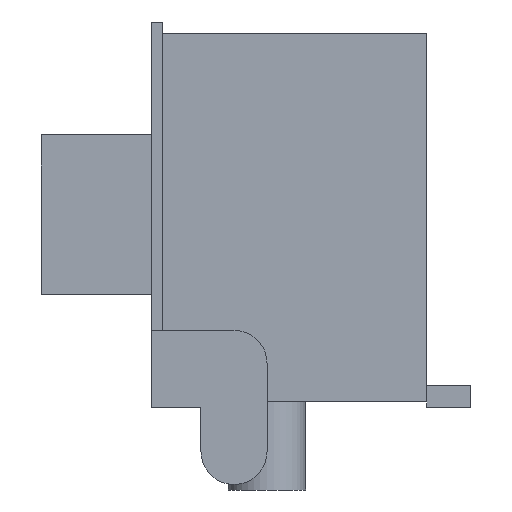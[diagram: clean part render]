
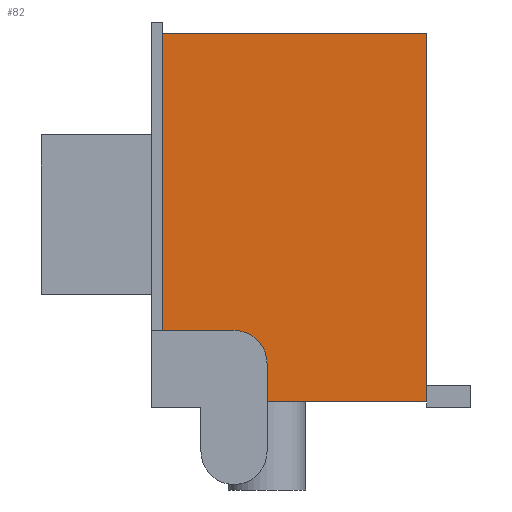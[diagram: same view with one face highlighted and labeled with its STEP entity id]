
A CAD part, left-side view. The second image highlights one B-rep face of the part: STEP entity #82.
In plain terms, the highlighted planar face has unit normal (-1, 0, 0).
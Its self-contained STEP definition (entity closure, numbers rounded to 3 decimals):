
#82 = ADVANCED_FACE( '', ( #199 ), #200, .T. );
#199 = FACE_OUTER_BOUND( '', #350, .T. );
#200 = PLANE( '', #351 );
#350 = EDGE_LOOP( '', ( #526, #527, #528, #529 ) );
#351 = AXIS2_PLACEMENT_3D( '', #530, #531, #532 );
#526 = ORIENTED_EDGE( '', *, *, #919, .T. );
#527 = ORIENTED_EDGE( '', *, *, #920, .F. );
#528 = ORIENTED_EDGE( '', *, *, #921, .F. );
#529 = ORIENTED_EDGE( '', *, *, #922, .T. );
#530 = CARTESIAN_POINT( '', ( -3., 1.05, 3.5 ) );
#531 = DIRECTION( '', ( -1., 0., 0. ) );
#532 = DIRECTION( '', ( 0., 0., 1. ) );
#919 = EDGE_CURVE( '', #1104, #1105, #1106, .T. );
#920 = EDGE_CURVE( '', #1107, #1105, #1108, .T. );
#921 = EDGE_CURVE( '', #1109, #1107, #1110, .T. );
#922 = EDGE_CURVE( '', #1109, #1104, #1111, .T. );
#1104 = VERTEX_POINT( '', #1361 );
#1105 = VERTEX_POINT( '', #1362 );
#1106 = LINE( '', #1363, #1364 );
#1107 = VERTEX_POINT( '', #1365 );
#1108 = LINE( '', #1366, #1367 );
#1109 = VERTEX_POINT( '', #1368 );
#1110 = LINE( '', #1369, #1370 );
#1111 = LINE( '', #1371, #1372 );
#1361 = CARTESIAN_POINT( '', ( -3., 0.95, 3.4 ) );
#1362 = CARTESIAN_POINT( '', ( -3., 0.95, 0.05 ) );
#1363 = CARTESIAN_POINT( '', ( -3., 0.95, 0.7 ) );
#1364 = VECTOR( '', #1656, 1000. );
#1365 = CARTESIAN_POINT( '', ( -3., -1.45, 0.05 ) );
#1366 = CARTESIAN_POINT( '', ( -3., -1.45, 0.05 ) );
#1367 = VECTOR( '', #1657, 1000. );
#1368 = CARTESIAN_POINT( '', ( -3., -1.45, 3.4 ) );
#1369 = CARTESIAN_POINT( '', ( -3., -1.45, 3.5 ) );
#1370 = VECTOR( '', #1658, 1000. );
#1371 = CARTESIAN_POINT( '', ( -3., -1.45, 3.4 ) );
#1372 = VECTOR( '', #1659, 1000. );
#1656 = DIRECTION( '', ( 0., 0., -1. ) );
#1657 = DIRECTION( '', ( 0., 1., 0. ) );
#1658 = DIRECTION( '', ( 0., 0., -1. ) );
#1659 = DIRECTION( '', ( 0., 1., 0. ) );
